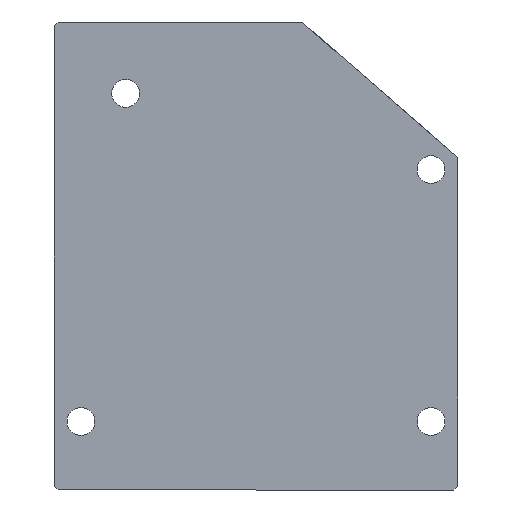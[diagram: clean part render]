
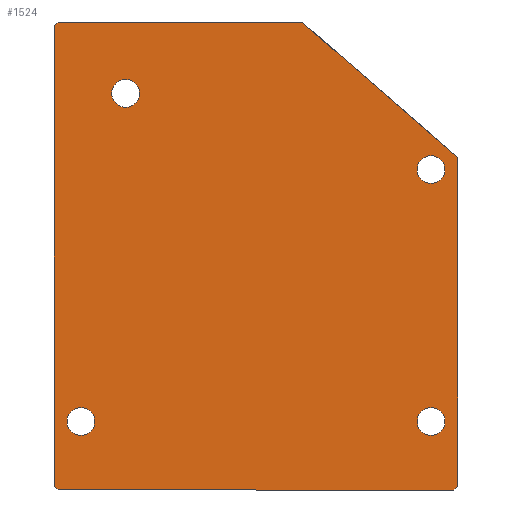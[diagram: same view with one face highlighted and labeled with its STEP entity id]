
A CAD part, front view. The second image highlights one B-rep face of the part: STEP entity #1524.
In plain terms, the highlighted planar face has unit normal (0, -1, 0).
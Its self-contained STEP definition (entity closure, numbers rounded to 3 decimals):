
#9 = LINE ( 'NONE', #1047, #1681 ) ;
#99 = DIRECTION ( 'NONE',  ( 0., 0., 1. ) ) ;
#103 = DIRECTION ( 'NONE',  ( 0., 0., 1. ) ) ;
#134 = AXIS2_PLACEMENT_3D ( 'NONE', #2917, #929, #3253 ) ;
#174 = ORIENTED_EDGE ( 'NONE', *, *, #193, .T. ) ;
#193 = EDGE_CURVE ( 'NONE', #1956, #3670, #2563, .T. ) ;
#356 = ORIENTED_EDGE ( 'NONE', *, *, #3852, .T. ) ;
#372 = ORIENTED_EDGE ( 'NONE', *, *, #2872, .T. ) ;
#384 = ORIENTED_EDGE ( 'NONE', *, *, #1302, .T. ) ;
#445 = VECTOR ( 'NONE', #2135, 1000. ) ;
#521 = ORIENTED_EDGE ( 'NONE', *, *, #2040, .T. ) ;
#528 = FACE_BOUND ( 'NONE', #3733, .T. ) ;
#564 = CARTESIAN_POINT ( 'NONE',  ( -53., 0., 61.5 ) ) ;
#605 = EDGE_CURVE ( 'NONE', #2666, #2274, #913, .T. ) ;
#657 = CARTESIAN_POINT ( 'NONE',  ( -46., 0., -38.85 ) ) ;
#690 = EDGE_CURVE ( 'NONE', #1268, #3694, #2213, .T. ) ;
#706 = CIRCLE ( 'NONE', #4288, 3.65 ) ;
#715 = CARTESIAN_POINT ( 'NONE',  ( 53., 0., 26.895 ) ) ;
#790 = DIRECTION ( 'NONE',  ( 0., 1., 0. ) ) ;
#805 = CARTESIAN_POINT ( 'NONE',  ( -34.253, 0., 43.753 ) ) ;
#841 = CARTESIAN_POINT ( 'NONE',  ( -34.253, 0., 40.103 ) ) ;
#850 = ORIENTED_EDGE ( 'NONE', *, *, #605, .T. ) ;
#857 = EDGE_LOOP ( 'NONE', ( #1343, #3957 ) ) ;
#860 = CARTESIAN_POINT ( 'NONE',  ( -34.253, 0., 47.403 ) ) ;
#882 = CARTESIAN_POINT ( 'NONE',  ( 46., 0., -38.85 ) ) ;
#913 = CIRCLE ( 'NONE', #3063, 3.65 ) ;
#926 = LINE ( 'NONE', #3653, #2691 ) ;
#929 = DIRECTION ( 'NONE',  ( 0., 1., 0. ) ) ;
#967 = CARTESIAN_POINT ( 'NONE',  ( -46., 0., -42.5 ) ) ;
#995 = CARTESIAN_POINT ( 'NONE',  ( 46., 0., -42.5 ) ) ;
#1006 = DIRECTION ( 'NONE',  ( -0.707, 0., -0.707 ) ) ;
#1047 = CARTESIAN_POINT ( 'NONE',  ( -53., 0., 60.5 ) ) ;
#1055 = AXIS2_PLACEMENT_3D ( 'NONE', #2922, #1290, #3610 ) ;
#1057 = CIRCLE ( 'NONE', #2602, 3.65 ) ;
#1104 = DIRECTION ( 'NONE',  ( 0., 1., 0. ) ) ;
#1123 = VECTOR ( 'NONE', #1265, 1000. ) ;
#1143 = DIRECTION ( 'NONE',  ( 0., 0., 1. ) ) ;
#1246 = ORIENTED_EDGE ( 'NONE', *, *, #2933, .T. ) ;
#1265 = DIRECTION ( 'NONE',  ( 1., 0., 0. ) ) ;
#1268 = VERTEX_POINT ( 'NONE', #2538 ) ;
#1290 = DIRECTION ( 'NONE',  ( 0., -1., 0. ) ) ;
#1302 = EDGE_CURVE ( 'NONE', #2993, #1268, #3864, .T. ) ;
#1304 = DIRECTION ( 'NONE',  ( 0., 0., 1. ) ) ;
#1330 = DIRECTION ( 'NONE',  ( 0., 0., 1. ) ) ;
#1343 = ORIENTED_EDGE ( 'NONE', *, *, #2423, .T. ) ;
#1382 = CIRCLE ( 'NONE', #3764, 3.65 ) ;
#1411 = FACE_OUTER_BOUND ( 'NONE', #1431, .T. ) ;
#1413 = AXIS2_PLACEMENT_3D ( 'NONE', #967, #3284, #1304 ) ;
#1431 = EDGE_LOOP ( 'NONE', ( #384, #3661, #1608, #174, #372, #1246, #3572, #2211 ) ) ;
#1477 = CARTESIAN_POINT ( 'NONE',  ( 56.25, 0., -56.25 ) ) ;
#1498 = CARTESIAN_POINT ( 'NONE',  ( -52., 0., 62.5 ) ) ;
#1524 = ADVANCED_FACE ( 'NONE', ( #3171, #2288, #2388, #1411, #528 ), #4272, .T. ) ;
#1558 = VERTEX_POINT ( 'NONE', #657 ) ;
#1608 = ORIENTED_EDGE ( 'NONE', *, *, #1623, .T. ) ;
#1623 = EDGE_CURVE ( 'NONE', #3694, #1956, #2655, .T. ) ;
#1629 = CARTESIAN_POINT ( 'NONE',  ( 46., 0., 27.354 ) ) ;
#1674 = CARTESIAN_POINT ( 'NONE',  ( -56.25, 0., -56.25 ) ) ;
#1681 = VECTOR ( 'NONE', #1733, 1000. ) ;
#1704 = EDGE_LOOP ( 'NONE', ( #4294, #4192 ) ) ;
#1712 = VECTOR ( 'NONE', #2345, 1000. ) ;
#1733 = DIRECTION ( 'NONE',  ( 0., 0., -1. ) ) ;
#1778 = CIRCLE ( 'NONE', #3155, 3.65 ) ;
#1781 = EDGE_CURVE ( 'NONE', #1990, #2993, #3474, .T. ) ;
#1891 = CARTESIAN_POINT ( 'NONE',  ( 36.128, 0., 41.561 ) ) ;
#1953 = CARTESIAN_POINT ( 'NONE',  ( 53., 0., 62.5 ) ) ;
#1956 = VERTEX_POINT ( 'NONE', #715 ) ;
#1958 = CIRCLE ( 'NONE', #134, 3.65 ) ;
#1990 = VERTEX_POINT ( 'NONE', #4043 ) ;
#2003 = CARTESIAN_POINT ( 'NONE',  ( 53., 0., 60.5 ) ) ;
#2033 = EDGE_CURVE ( 'NONE', #3149, #2381, #3138, .T. ) ;
#2040 = EDGE_CURVE ( 'NONE', #2274, #2666, #1382, .T. ) ;
#2074 = CIRCLE ( 'NONE', #1413, 3.65 ) ;
#2098 = DIRECTION ( 'NONE',  ( 0., 1., 0. ) ) ;
#2099 = DIRECTION ( 'NONE',  ( 0., 1., 0. ) ) ;
#2135 = DIRECTION ( 'NONE',  ( 0.707, 0., 0.707 ) ) ;
#2169 = VERTEX_POINT ( 'NONE', #2432 ) ;
#2211 = ORIENTED_EDGE ( 'NONE', *, *, #1781, .T. ) ;
#2213 = LINE ( 'NONE', #1477, #445 ) ;
#2274 = VERTEX_POINT ( 'NONE', #860 ) ;
#2288 = FACE_BOUND ( 'NONE', #857, .T. ) ;
#2345 = DIRECTION ( 'NONE',  ( 0.707, 0., -0.707 ) ) ;
#2381 = VERTEX_POINT ( 'NONE', #3712 ) ;
#2388 = FACE_BOUND ( 'NONE', #1704, .T. ) ;
#2398 = EDGE_LOOP ( 'NONE', ( #356, #2685 ) ) ;
#2400 = EDGE_CURVE ( 'NONE', #3730, #1990, #9, .T. ) ;
#2423 = EDGE_CURVE ( 'NONE', #3717, #2169, #1778, .T. ) ;
#2432 = CARTESIAN_POINT ( 'NONE',  ( 46., 0., -46.15 ) ) ;
#2458 = EDGE_CURVE ( 'NONE', #3373, #1558, #706, .T. ) ;
#2529 = CARTESIAN_POINT ( 'NONE',  ( -52., 0., -60.5 ) ) ;
#2538 = CARTESIAN_POINT ( 'NONE',  ( 52., 0., -60.5 ) ) ;
#2548 = VECTOR ( 'NONE', #3335, 1000. ) ;
#2549 = CARTESIAN_POINT ( 'NONE',  ( -53., 0., -60.5 ) ) ;
#2563 = LINE ( 'NONE', #1891, #4239 ) ;
#2602 = AXIS2_PLACEMENT_3D ( 'NONE', #995, #3317, #1330 ) ;
#2655 = LINE ( 'NONE', #2003, #2548 ) ;
#2666 = VERTEX_POINT ( 'NONE', #841 ) ;
#2685 = ORIENTED_EDGE ( 'NONE', *, *, #2458, .T. ) ;
#2691 = VECTOR ( 'NONE', #1006, 1000. ) ;
#2778 = CARTESIAN_POINT ( 'NONE',  ( -34.253, 0., 43.753 ) ) ;
#2872 = EDGE_CURVE ( 'NONE', #3670, #3470, #2900, .T. ) ;
#2900 = LINE ( 'NONE', #1953, #3004 ) ;
#2917 = CARTESIAN_POINT ( 'NONE',  ( 46., 0., 23.704 ) ) ;
#2922 = CARTESIAN_POINT ( 'NONE',  ( 0., 0., 0. ) ) ;
#2933 = EDGE_CURVE ( 'NONE', #3470, #3730, #926, .T. ) ;
#2993 = VERTEX_POINT ( 'NONE', #2529 ) ;
#3004 = VECTOR ( 'NONE', #4295, 1000. ) ;
#3063 = AXIS2_PLACEMENT_3D ( 'NONE', #805, #3128, #1143 ) ;
#3081 = CARTESIAN_POINT ( 'NONE',  ( 46., 0., -42.5 ) ) ;
#3108 = DIRECTION ( 'NONE',  ( 0., 0., 1. ) ) ;
#3128 = DIRECTION ( 'NONE',  ( 0., 1., 0. ) ) ;
#3138 = CIRCLE ( 'NONE', #4009, 3.65 ) ;
#3149 = VERTEX_POINT ( 'NONE', #1629 ) ;
#3155 = AXIS2_PLACEMENT_3D ( 'NONE', #3081, #1104, #3419 ) ;
#3171 = FACE_BOUND ( 'NONE', #2398, .T. ) ;
#3253 = DIRECTION ( 'NONE',  ( 0., 0., 1. ) ) ;
#3284 = DIRECTION ( 'NONE',  ( 0., 1., 0. ) ) ;
#3317 = DIRECTION ( 'NONE',  ( 0., 1., 0. ) ) ;
#3335 = DIRECTION ( 'NONE',  ( 0., 0., 1. ) ) ;
#3373 = VERTEX_POINT ( 'NONE', #3760 ) ;
#3419 = DIRECTION ( 'NONE',  ( 0., 0., 1. ) ) ;
#3470 = VERTEX_POINT ( 'NONE', #1498 ) ;
#3474 = LINE ( 'NONE', #1674, #1712 ) ;
#3501 = CARTESIAN_POINT ( 'NONE',  ( 12.041, 0., 62.5 ) ) ;
#3535 = EDGE_CURVE ( 'NONE', #2381, #3149, #1958, .T. ) ;
#3572 = ORIENTED_EDGE ( 'NONE', *, *, #2400, .T. ) ;
#3604 = EDGE_CURVE ( 'NONE', #2169, #3717, #1057, .T. ) ;
#3610 = DIRECTION ( 'NONE',  ( 0., 0., -1. ) ) ;
#3653 = CARTESIAN_POINT ( 'NONE',  ( -57.25, 0., 57.25 ) ) ;
#3661 = ORIENTED_EDGE ( 'NONE', *, *, #690, .T. ) ;
#3670 = VERTEX_POINT ( 'NONE', #3501 ) ;
#3694 = VERTEX_POINT ( 'NONE', #4199 ) ;
#3712 = CARTESIAN_POINT ( 'NONE',  ( 46., 0., 20.054 ) ) ;
#3717 = VERTEX_POINT ( 'NONE', #882 ) ;
#3730 = VERTEX_POINT ( 'NONE', #564 ) ;
#3733 = EDGE_LOOP ( 'NONE', ( #521, #850 ) ) ;
#3760 = CARTESIAN_POINT ( 'NONE',  ( -46., 0., -46.15 ) ) ;
#3764 = AXIS2_PLACEMENT_3D ( 'NONE', #2778, #790, #3108 ) ;
#3852 = EDGE_CURVE ( 'NONE', #1558, #3373, #2074, .T. ) ;
#3864 = LINE ( 'NONE', #2549, #1123 ) ;
#3890 = DIRECTION ( 'NONE',  ( -0.755, 0., 0.656 ) ) ;
#3957 = ORIENTED_EDGE ( 'NONE', *, *, #3604, .T. ) ;
#4009 = AXIS2_PLACEMENT_3D ( 'NONE', #4116, #2099, #103 ) ;
#4043 = CARTESIAN_POINT ( 'NONE',  ( -53., 0., -59.5 ) ) ;
#4114 = CARTESIAN_POINT ( 'NONE',  ( -46., 0., -42.5 ) ) ;
#4116 = CARTESIAN_POINT ( 'NONE',  ( 46., 0., 23.704 ) ) ;
#4192 = ORIENTED_EDGE ( 'NONE', *, *, #3535, .T. ) ;
#4199 = CARTESIAN_POINT ( 'NONE',  ( 53., 0., -59.5 ) ) ;
#4239 = VECTOR ( 'NONE', #3890, 1000. ) ;
#4272 = PLANE ( 'NONE',  #1055 ) ;
#4288 = AXIS2_PLACEMENT_3D ( 'NONE', #4114, #2098, #99 ) ;
#4294 = ORIENTED_EDGE ( 'NONE', *, *, #2033, .T. ) ;
#4295 = DIRECTION ( 'NONE',  ( -1., 0., 0. ) ) ;
